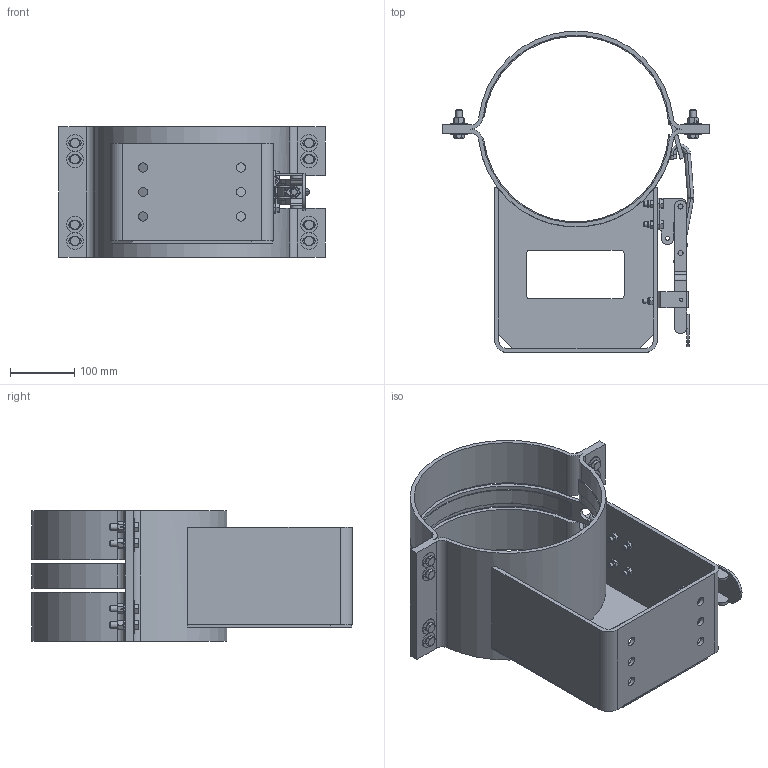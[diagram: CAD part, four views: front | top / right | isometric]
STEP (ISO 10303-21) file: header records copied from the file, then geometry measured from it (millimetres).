
FILE_DESCRIPTION((''),'2;1');
FILE_NAME('SHD SUPPORT BRACKET.stp','2013-10-10T15:32:49',('msmith'),(''),'Autodesk Inventor 2013','Autodesk Inventor 2013','');
FILE_SCHEMA(('AUTOMOTIVE_DESIGN { 1 0 10303 214 1 1 1 1 }'));
Length unit declared in the file: inch
Products named in the file (1): SHD SUPPORT BRACKET
Bounding box: 415.04 x 499.37 x 203.2 mm (x, y, z)
Volume: 2412309.6 mm3; surface area: 835651.7 mm2
Topology: 1 solids, 3 shells, 1142 faces, 2859 edges, 1783 vertices
Faces by surface type: plane 572, cylinder 310, cone 241, bspline 10, torus 9
Full cylindrical faces by diameter (mm): 6.35 x2, 7.938 x6, 8.382 x5, 9.525 x16, 9.55 x8, 10.001 x1, 12.7 x4, 14.288 x6, 14.3 x8, 25.4 x16
Entity records: 34554 total; most frequent: CARTESIAN_POINT 7167, DIRECTION 5480, ORIENTED_EDGE 5478, EDGE_CURVE 2739, AXIS2_PLACEMENT_3D 2122, VERTEX_POINT 1735, EDGE_LOOP 1382, VECTOR 1236
